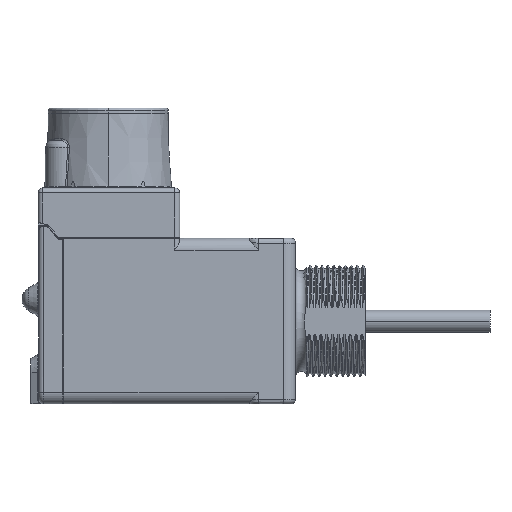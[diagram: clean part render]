
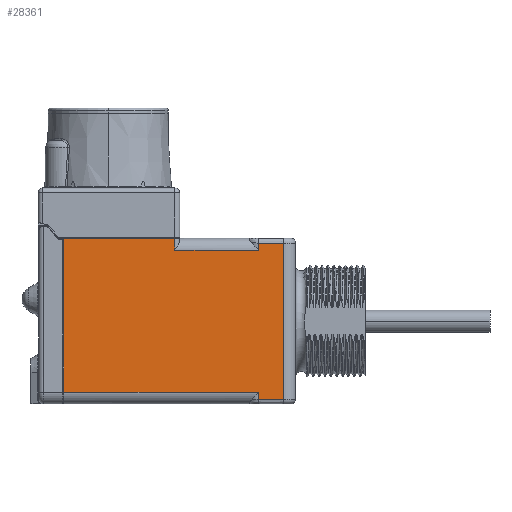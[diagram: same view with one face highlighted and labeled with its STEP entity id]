
A CAD part, left-side view. The second image highlights one B-rep face of the part: STEP entity #28361.
In plain terms, the highlighted planar face has unit normal (-1, 0, 0).
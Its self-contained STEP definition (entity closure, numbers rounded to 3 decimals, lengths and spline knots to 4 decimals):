
#2506=DIRECTION('',(0.,1.,0.));
#2507=VECTOR('',#2506,1.1748);
#2508=CARTESIAN_POINT('',(-0.875,1.2752,0.875));
#2509=LINE('',#2508,#2507);
#2584=DIRECTION('',(0.,0.,1.));
#2585=VECTOR('',#2584,1.6248);
#2586=CARTESIAN_POINT('',(-0.875,2.45,-0.7498));
#2587=LINE('',#2586,#2585);
#2588=DIRECTION('',(0.,0.,1.));
#2589=VECTOR('',#2588,0.1252);
#2590=CARTESIAN_POINT('',(-0.875,1.2752,0.7498));
#2591=LINE('',#2590,#2589);
#2592=DIRECTION('',(0.,0.,-1.));
#2593=VECTOR('',#2592,0.0752);
#2594=CARTESIAN_POINT('',(-0.875,0.3902,
0.825));
#2595=LINE('',#2594,#2593);
#2596=CARTESIAN_POINT('',(-0.875,0.3902,
0.825));
#2597=CARTESIAN_POINT('',(-0.875,0.3757,
0.8249));
#2598=CARTESIAN_POINT('',(-0.875,0.3455,
0.8251));
#2599=CARTESIAN_POINT('',(-0.875,0.2962,
0.825));
#2600=CARTESIAN_POINT('',(-0.875,0.2434,
0.825));
#2601=CARTESIAN_POINT('',(-0.875,0.1867,
0.825));
#2602=CARTESIAN_POINT('',(-0.875,0.1461,0.825));
#2603=CARTESIAN_POINT('',(-0.875,0.1252,0.825));
#2605=DIRECTION('',(0.,0.,-1.));
#2606=VECTOR('',#2605,1.65);
#2607=CARTESIAN_POINT('',(-0.875,0.1252,0.825));
#2608=LINE('',#2607,#2606);
#2609=CARTESIAN_POINT('',(-0.875,0.1252,-0.825));
#2610=CARTESIAN_POINT('',(-0.875,0.1429,-0.825));
#2611=CARTESIAN_POINT('',(-0.875,0.1774,
-0.825));
#2612=CARTESIAN_POINT('',(-0.875,0.2258,
-0.825));
#2613=CARTESIAN_POINT('',(-0.875,0.2713,
-0.825));
#2614=CARTESIAN_POINT('',(-0.875,0.3139,
-0.825));
#2615=CARTESIAN_POINT('',(-0.875,0.3538,
-0.8251));
#2616=CARTESIAN_POINT('',(-0.875,0.3784,
-0.8249));
#2617=CARTESIAN_POINT('',(-0.875,0.3902,
-0.825));
#2619=DIRECTION('',(0.,0.,-1.));
#2620=VECTOR('',#2619,0.0752);
#2621=CARTESIAN_POINT('',(-0.875,0.3902,-0.7498));
#2622=LINE('',#2621,#2620);
#2648=DIRECTION('',(0.,1.,0.));
#2649=VECTOR('',#2648,0.885);
#2650=CARTESIAN_POINT('',(-0.875,0.3902,0.7498));
#2651=LINE('',#2650,#2649);
#3072=DIRECTION('',(0.,-1.,0.));
#3073=VECTOR('',#3072,2.0598);
#3074=CARTESIAN_POINT('',(-0.875,2.45,-0.7498));
#3075=LINE('',#3074,#3073);
#3090=CARTESIAN_POINT('',(-0.875,0.3902,-0.7498));
#22408=CARTESIAN_POINT('',(-0.875,2.45,-0.7498));
#22409=CARTESIAN_POINT('',(-0.875,2.45,0.875));
#22410=VERTEX_POINT('',#22408);
#22411=VERTEX_POINT('',#22409);
#22500=CARTESIAN_POINT('',(-0.875,0.1252,0.825));
#22501=VERTEX_POINT('',#22500);
#22503=VERTEX_POINT('',#2596);
#22506=VERTEX_POINT('',#2609);
#22507=VERTEX_POINT('',#2617);
#22526=CARTESIAN_POINT('',(-0.875,0.3902,0.7498));
#22527=VERTEX_POINT('',#22526);
#22533=VERTEX_POINT('',#3090);
#22596=CARTESIAN_POINT('',(-0.875,1.2752,0.875));
#22598=VERTEX_POINT('',#22596);
#22602=CARTESIAN_POINT('',(-0.875,1.2752,0.7498));
#22603=VERTEX_POINT('',#22602);
#28336=CARTESIAN_POINT('',(-0.875,0.,-0.875));
#28337=DIRECTION('',(-1.,0.,0.));
#28338=DIRECTION('',(0.,0.,1.));
#28339=AXIS2_PLACEMENT_3D('',#28336,#28337,#28338);
#28340=PLANE('',#28339);
#28341=ORIENTED_EDGE('',*,*,#28312,.T.);
#28342=ORIENTED_EDGE('',*,*,#28264,.F.);
#28344=ORIENTED_EDGE('',*,*,#28343,.F.);
#28346=ORIENTED_EDGE('',*,*,#28345,.F.);
#28348=ORIENTED_EDGE('',*,*,#28347,.F.);
#28350=ORIENTED_EDGE('',*,*,#28349,.T.);
#28352=ORIENTED_EDGE('',*,*,#28351,.T.);
#28354=ORIENTED_EDGE('',*,*,#28353,.T.);
#28356=ORIENTED_EDGE('',*,*,#28355,.F.);
#28358=ORIENTED_EDGE('',*,*,#28357,.F.);
#28359=EDGE_LOOP('',(#28341,#28342,#28344,#28346,#28348,#28350,#28352,#28354,
#28356,#28358));
#28360=FACE_OUTER_BOUND('',#28359,.F.);
#28361=ADVANCED_FACE('',(#28360),#28340,.T.);
#2604=B_SPLINE_CURVE_WITH_KNOTS('',3,(#2596,#2597,#2598,#2599,#2600,#2601,#2602,
#2603),.UNSPECIFIED.,.F.,.F.,(4,1,1,1,1,4),(0.,0.2,0.4,0.6,0.8,1.),
.UNSPECIFIED.);
#2618=B_SPLINE_CURVE_WITH_KNOTS('',3,(#2609,#2610,#2611,#2612,#2613,#2614,#2615,
#2616,#2617),.UNSPECIFIED.,.F.,.F.,(4,1,1,1,1,1,4),(0.,0.1667,
0.3333,0.5,0.6667,0.8333,1.),
.UNSPECIFIED.);
#28264=EDGE_CURVE('',#22598,#22411,#2509,.T.);
#28312=EDGE_CURVE('',#22410,#22411,#2587,.T.);
#28343=EDGE_CURVE('',#22603,#22598,#2591,.T.);
#28345=EDGE_CURVE('',#22527,#22603,#2651,.T.);
#28347=EDGE_CURVE('',#22503,#22527,#2595,.T.);
#28349=EDGE_CURVE('',#22503,#22501,#2604,.T.);
#28351=EDGE_CURVE('',#22501,#22506,#2608,.T.);
#28353=EDGE_CURVE('',#22506,#22507,#2618,.T.);
#28355=EDGE_CURVE('',#22533,#22507,#2622,.T.);
#28357=EDGE_CURVE('',#22410,#22533,#3075,.T.);
